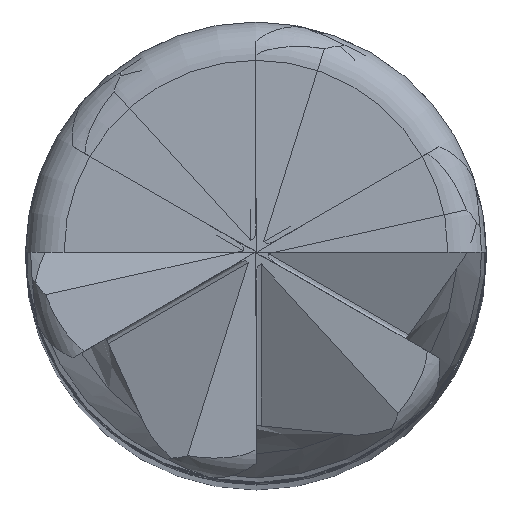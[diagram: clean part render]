
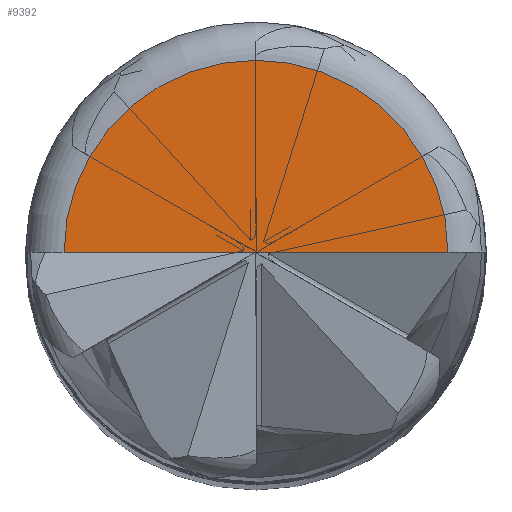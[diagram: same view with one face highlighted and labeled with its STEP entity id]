
A CAD part, top view. The second image highlights one B-rep face of the part: STEP entity #9392.
In plain terms, the highlighted planar face has unit normal (0, 0, 1).
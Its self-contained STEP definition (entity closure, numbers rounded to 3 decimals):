
#9318=DIRECTION('',(-1.,0.,0.));
#9319=VECTOR('',#9318,5.);
#9320=CARTESIAN_POINT('',(2.5,0.,57.));
#9321=LINE('',#9320,#9319);
#9322=CARTESIAN_POINT('',(0.,0.,57.));
#9323=DIRECTION('',(0.,0.,1.));
#9324=DIRECTION('',(1.,0.,0.));
#9325=AXIS2_PLACEMENT_3D('',#9322,#9323,#9324);
#9365=CARTESIAN_POINT('',(2.5,0.,57.));
#9366=CARTESIAN_POINT('',(-2.5,0.,57.));
#9367=VERTEX_POINT('',#9365);
#9368=VERTEX_POINT('',#9366);
#9381=CARTESIAN_POINT('',(0.,0.,57.));
#9382=DIRECTION('',(0.,0.,1.));
#9383=DIRECTION('',(-1.,-0.023,0.));
#9384=AXIS2_PLACEMENT_3D('',#9381,#9382,#9383);
#9385=PLANE('',#9384);
#9387=ORIENTED_EDGE('',*,*,#9386,.T.);
#9389=ORIENTED_EDGE('',*,*,#9388,.F.);
#9390=EDGE_LOOP('',(#9387,#9389));
#9391=FACE_OUTER_BOUND('',#9390,.F.);
#9326=CIRCLE('',#9325,2.5);
#9386=EDGE_CURVE('',#9367,#9368,#9321,.T.);
#9388=EDGE_CURVE('',#9367,#9368,#9326,.T.);
#9392=ADVANCED_FACE('',(#9391),#9385,.T.);
